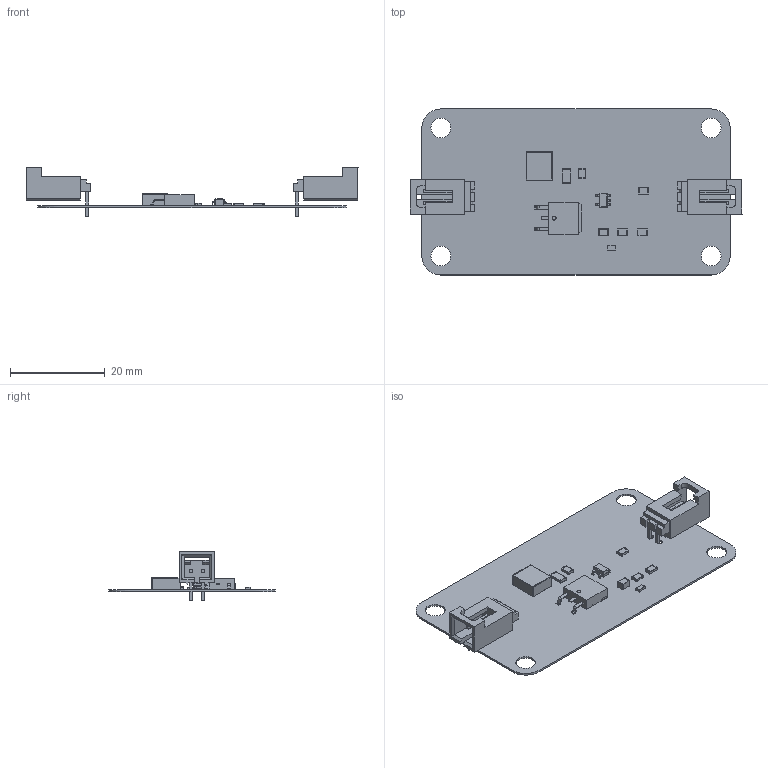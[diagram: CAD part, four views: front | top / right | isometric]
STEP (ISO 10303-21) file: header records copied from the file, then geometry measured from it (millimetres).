
FILE_DESCRIPTION(('Open CASCADE Model'),'2;1');
FILE_NAME('Open CASCADE Shape Model','2020-02-01T23:38:45',('Author'),( 'Open CASCADE'),'Open CASCADE STEP processor 6.8','Open CASCADE 6.8' ,'Unknown');
FILE_SCHEMA(('AUTOMOTIVE_DESIGN { 1 0 10303 214 1 1 1 1 }'));
Length unit declared in the file: millimetre
Products named in the file (1): PCB
Bounding box: 70 x 35 x 10.29 mm (x, y, z)
Volume: 1720.9 mm3; surface area: 6322.1 mm2
Topology: 44 solids, 45 shells, 693 faces, 1592 edges, 967 vertices
Faces by surface type: plane 544, cylinder 117, sphere 24, bspline 8
Full cylindrical faces by diameter (mm): 0.844 x1, 1.2 x4, 4.2 x4
Entity records: 19795 total; most frequent: CARTESIAN_POINT 3981, ORIENTED_EDGE 3135, DIRECTION 3111, EDGE_CURVE 1568, LINE 1333, VECTOR 1333, VERTEX_POINT 967, AXIS2_PLACEMENT_3D 889
